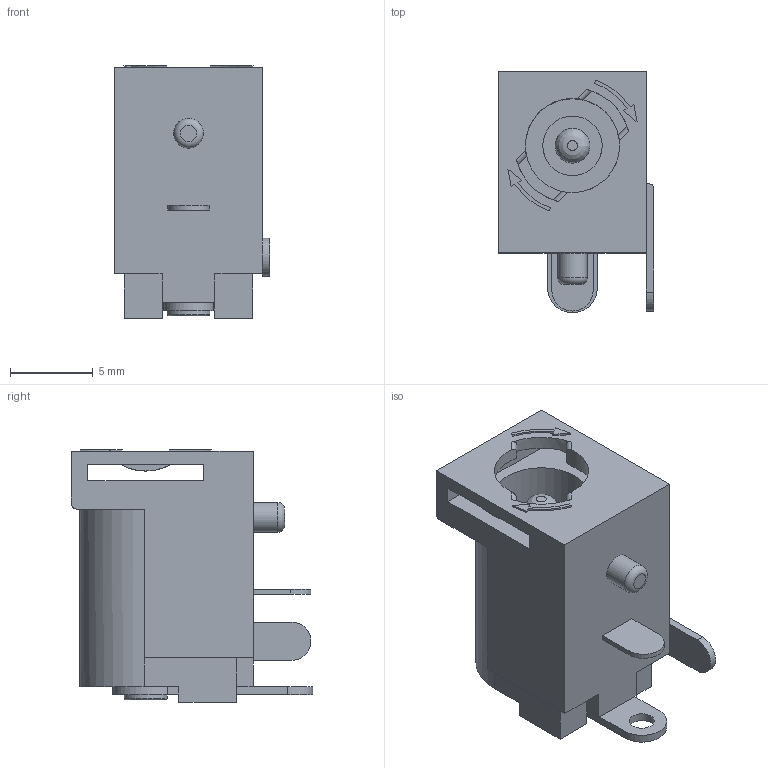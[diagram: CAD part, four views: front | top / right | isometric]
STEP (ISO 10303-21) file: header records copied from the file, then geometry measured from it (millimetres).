
FILE_DESCRIPTION(/* description */ (''),/* implementation_level */ '2;1');
FILE_NAME(/* name */'FC681478 Locking 2.1 Pin.stp',/* time_stamp */ '2022-08-15T15:41:07+01:00',/* author */ ('tottley'),/* organization */ (''),/* preprocessor_version */ 'ST-DEVELOPER v18.1',/* originating_system */ 'Autodesk Inventor 2022',/* authorisation */ '');
FILE_SCHEMA (('AUTOMOTIVE_DESIGN { 1 0 10303 214 3 1 1 }'));
Length unit declared in the file: millimetre
Products named in the file (1): FC681477 locking DC
Bounding box: 9.43 x 14.6 x 15.3 mm (x, y, z)
Volume: 986.5 mm3; surface area: 1149.6 mm2
Topology: 1 solids, 1 shells, 106 faces, 280 edges, 184 vertices
Faces by surface type: plane 73, cylinder 30, torus 2, bspline 1
Full cylindrical faces by diameter (mm): 1.5 x1, 1.8 x1, 2.1 x1, 2.6 x1, 3.6 x1, 5.7 x1
Entity records: 2855 total; most frequent: CARTESIAN_POINT 566, ORIENTED_EDGE 560, EDGE_CURVE 280, LINE 195, VERTEX_POINT 184, DIRECTION 182, AXIS2_PLACEMENT_3D 148, EDGE_LOOP 120
